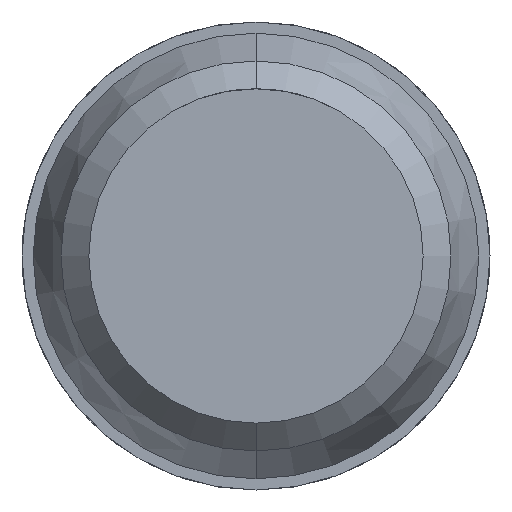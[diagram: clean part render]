
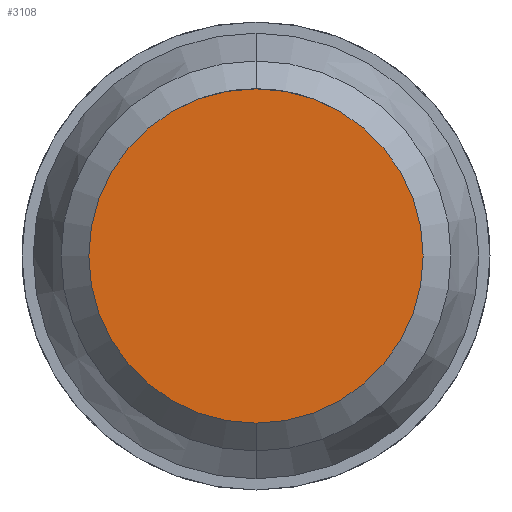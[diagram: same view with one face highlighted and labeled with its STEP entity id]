
A CAD part, front view. The second image highlights one B-rep face of the part: STEP entity #3108.
In plain terms, the highlighted planar face has unit normal (0, -1, 0).
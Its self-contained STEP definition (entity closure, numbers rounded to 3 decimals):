
#326 = CIRCLE ( 'NONE', #1044, 1.5 ) ;
#515 = CIRCLE ( 'NONE', #3998, 1.5 ) ;
#708 = CARTESIAN_POINT ( 'NONE',  ( 0., -39.6, 0. ) ) ;
#716 = FACE_OUTER_BOUND ( 'NONE', #2624, .T. ) ;
#1044 = AXIS2_PLACEMENT_3D ( 'NONE', #708, #3760, #3832 ) ;
#1718 = DIRECTION ( 'NONE',  ( 0., 1., 0. ) ) ;
#1738 = DIRECTION ( 'NONE',  ( 0., 0., 1. ) ) ;
#1911 = AXIS2_PLACEMENT_3D ( 'NONE', #2431, #2012, #2913 ) ;
#2012 = DIRECTION ( 'NONE',  ( 0., -1., 0. ) ) ;
#2272 = ORIENTED_EDGE ( 'NONE', *, *, #3351, .F. ) ;
#2431 = CARTESIAN_POINT ( 'NONE',  ( -1.5, -39.6, 0. ) ) ;
#2448 = PLANE ( 'NONE',  #1911 ) ;
#2525 = VERTEX_POINT ( 'NONE', #5802 ) ;
#2624 = EDGE_LOOP ( 'NONE', ( #2272, #4293 ) ) ;
#2913 = DIRECTION ( 'NONE',  ( 0., 0., -1. ) ) ;
#3071 = CARTESIAN_POINT ( 'NONE',  ( 0., -39.6, 0. ) ) ;
#3108 = ADVANCED_FACE ( 'Defeature ausgef�hrt2_2', ( #716 ), #2448, .T. ) ;
#3351 = EDGE_CURVE ( 'Defeature ausgef�hrt2_0+Defeature ausgef�hrt2_2+Defeature ausgef�hrt2_2+Defeature ausgef�hrt2_2', #2525, #5431, #515, .T. ) ;
#3760 = DIRECTION ( 'NONE',  ( 0., 1., 0. ) ) ;
#3832 = DIRECTION ( 'NONE',  ( 0., 0., 1. ) ) ;
#3998 = AXIS2_PLACEMENT_3D ( 'NONE', #3071, #1718, #1738 ) ;
#4293 = ORIENTED_EDGE ( 'NONE', *, *, #5803, .F. ) ;
#5431 = VERTEX_POINT ( 'NONE', #5682 ) ;
#5682 = CARTESIAN_POINT ( 'NONE',  ( 0., -39.6, -1.5 ) ) ;
#5802 = CARTESIAN_POINT ( 'NONE',  ( 0., -39.6, 1.5 ) ) ;
#5803 = EDGE_CURVE ( 'Defeature ausgef�hrt2_0+Defeature ausgef�hrt2_2+Defeature ausgef�hrt2_2+Defeature ausgef�hrt2_2', #5431, #2525, #326, .T. ) ;
